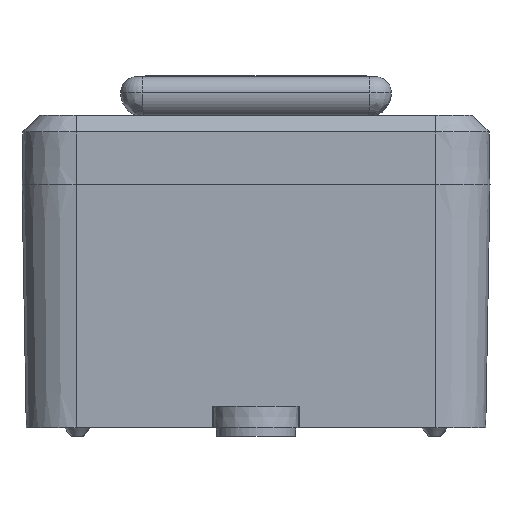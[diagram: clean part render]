
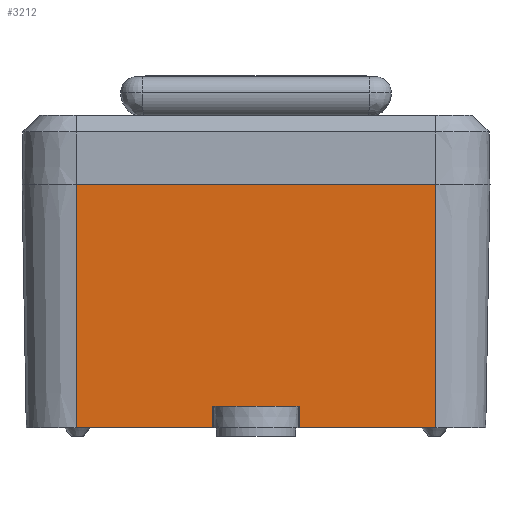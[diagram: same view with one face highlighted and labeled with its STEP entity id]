
A CAD part, front view. The second image highlights one B-rep face of the part: STEP entity #3212.
In plain terms, the highlighted planar face has unit normal (0, -1, -0.018).
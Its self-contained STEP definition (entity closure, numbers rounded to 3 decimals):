
#57 = DIRECTION ( 'NONE',  ( 0., -0.017, 1. ) ) ;
#311 = CARTESIAN_POINT ( 'NONE',  ( -33.2, -42.416, -44.9 ) ) ;
#652 = DIRECTION ( 'NONE',  ( 1., 0., 0. ) ) ;
#964 = VERTEX_POINT ( 'NONE', #17158 ) ;
#1369 = ORIENTED_EDGE ( 'NONE', *, *, #9183, .T. ) ;
#1565 = CARTESIAN_POINT ( 'NONE',  ( -33.2, -42.416, -44.9 ) ) ;
#1847 = EDGE_CURVE ( 'NONE', #7324, #964, #12031, .T. ) ;
#3151 = VECTOR ( 'NONE', #16420, 1000. ) ;
#3212 = ADVANCED_FACE ( 'NONE', ( #11877 ), #4650, .T. ) ;
#3393 = DIRECTION ( 'NONE',  ( 0., -0.017, 1. ) ) ;
#3502 = VECTOR ( 'NONE', #10863, 1000. ) ;
#4135 = CARTESIAN_POINT ( 'NONE',  ( -33.2, -42.416, -44.9 ) ) ;
#4203 = VECTOR ( 'NONE', #9134, 1000. ) ;
#4497 = DIRECTION ( 'NONE',  ( 0.017, 0.017, -1. ) ) ;
#4650 = PLANE ( 'NONE',  #18450 ) ;
#5057 = DIRECTION ( 'NONE',  ( 1., 0., 0. ) ) ;
#5996 = CARTESIAN_POINT ( 'NONE',  ( 33.2, -42.416, -44.9 ) ) ;
#6300 = VERTEX_POINT ( 'NONE', #13336 ) ;
#6906 = EDGE_CURVE ( 'NONE', #964, #11596, #16254, .T. ) ;
#7324 = VERTEX_POINT ( 'NONE', #4135 ) ;
#7398 = LINE ( 'NONE', #14512, #3151 ) ;
#7529 = ORIENTED_EDGE ( 'NONE', *, *, #6906, .F. ) ;
#8566 = VECTOR ( 'NONE', #4497, 1000. ) ;
#8632 = EDGE_CURVE ( 'NONE', #6300, #9425, #7398, .T. ) ;
#8790 = ORIENTED_EDGE ( 'NONE', *, *, #15258, .T. ) ;
#9134 = DIRECTION ( 'NONE',  ( 1., 0., 0. ) ) ;
#9183 = EDGE_CURVE ( 'NONE', #20292, #21767, #10031, .T. ) ;
#9425 = VERTEX_POINT ( 'NONE', #19860 ) ;
#10031 = LINE ( 'NONE', #1565, #21210 ) ;
#10272 = CARTESIAN_POINT ( 'NONE',  ( 7.98, -42.486, -40.9 ) ) ;
#10863 = DIRECTION ( 'NONE',  ( 1., 0., 0. ) ) ;
#10886 = ORIENTED_EDGE ( 'NONE', *, *, #1847, .F. ) ;
#10956 = LINE ( 'NONE', #11392, #8566 ) ;
#11041 = EDGE_CURVE ( 'NONE', #9425, #14594, #14236, .T. ) ;
#11392 = CARTESIAN_POINT ( 'NONE',  ( 7.254, -43.212, 0.706 ) ) ;
#11466 = ORIENTED_EDGE ( 'NONE', *, *, #8632, .T. ) ;
#11596 = VERTEX_POINT ( 'NONE', #21858 ) ;
#11877 = FACE_OUTER_BOUND ( 'NONE', #21373, .T. ) ;
#12031 = LINE ( 'NONE', #17234, #14066 ) ;
#12561 = CARTESIAN_POINT ( 'NONE',  ( -33.2, -42.486, -40.9 ) ) ;
#13241 = EDGE_CURVE ( 'NONE', #14594, #20292, #10956, .T. ) ;
#13336 = CARTESIAN_POINT ( 'NONE',  ( -8.05, -42.416, -44.9 ) ) ;
#13360 = LINE ( 'NONE', #20265, #18529 ) ;
#13564 = DIRECTION ( 'NONE',  ( 0., -1., -0.017 ) ) ;
#13832 = VECTOR ( 'NONE', #652, 1000. ) ;
#14005 = ORIENTED_EDGE ( 'NONE', *, *, #13241, .T. ) ;
#14066 = VECTOR ( 'NONE', #57, 1000. ) ;
#14236 = LINE ( 'NONE', #12561, #3502 ) ;
#14512 = CARTESIAN_POINT ( 'NONE',  ( -7.274, -43.192, -0.452 ) ) ;
#14594 = VERTEX_POINT ( 'NONE', #10272 ) ;
#14629 = EDGE_CURVE ( 'NONE', #21767, #11596, #13360, .T. ) ;
#14781 = CARTESIAN_POINT ( 'NONE',  ( -33.2, -43.2, 0. ) ) ;
#15258 = EDGE_CURVE ( 'NONE', #7324, #6300, #19182, .T. ) ;
#16254 = LINE ( 'NONE', #14781, #4203 ) ;
#16420 = DIRECTION ( 'NONE',  ( 0.017, -0.017, 1. ) ) ;
#17158 = CARTESIAN_POINT ( 'NONE',  ( -33.2, -43.2, 0. ) ) ;
#17234 = CARTESIAN_POINT ( 'NONE',  ( -33.2, -43.2, 0. ) ) ;
#17614 = ORIENTED_EDGE ( 'NONE', *, *, #14629, .T. ) ;
#17754 = ORIENTED_EDGE ( 'NONE', *, *, #11041, .T. ) ;
#18450 = AXIS2_PLACEMENT_3D ( 'NONE', #22058, #13564, #22293 ) ;
#18529 = VECTOR ( 'NONE', #3393, 1000. ) ;
#19182 = LINE ( 'NONE', #311, #13832 ) ;
#19860 = CARTESIAN_POINT ( 'NONE',  ( -7.98, -42.486, -40.9 ) ) ;
#20265 = CARTESIAN_POINT ( 'NONE',  ( 33.2, -43.2, 0. ) ) ;
#20292 = VERTEX_POINT ( 'NONE', #21100 ) ;
#21100 = CARTESIAN_POINT ( 'NONE',  ( 8.05, -42.416, -44.9 ) ) ;
#21210 = VECTOR ( 'NONE', #5057, 1000. ) ;
#21373 = EDGE_LOOP ( 'NONE', ( #17754, #14005, #1369, #17614, #7529, #10886, #8790, #11466 ) ) ;
#21767 = VERTEX_POINT ( 'NONE', #5996 ) ;
#21858 = CARTESIAN_POINT ( 'NONE',  ( 33.2, -43.2, 0. ) ) ;
#22058 = CARTESIAN_POINT ( 'NONE',  ( -33.2, -43.2, 0. ) ) ;
#22293 = DIRECTION ( 'NONE',  ( 0., 0.017, -1. ) ) ;
